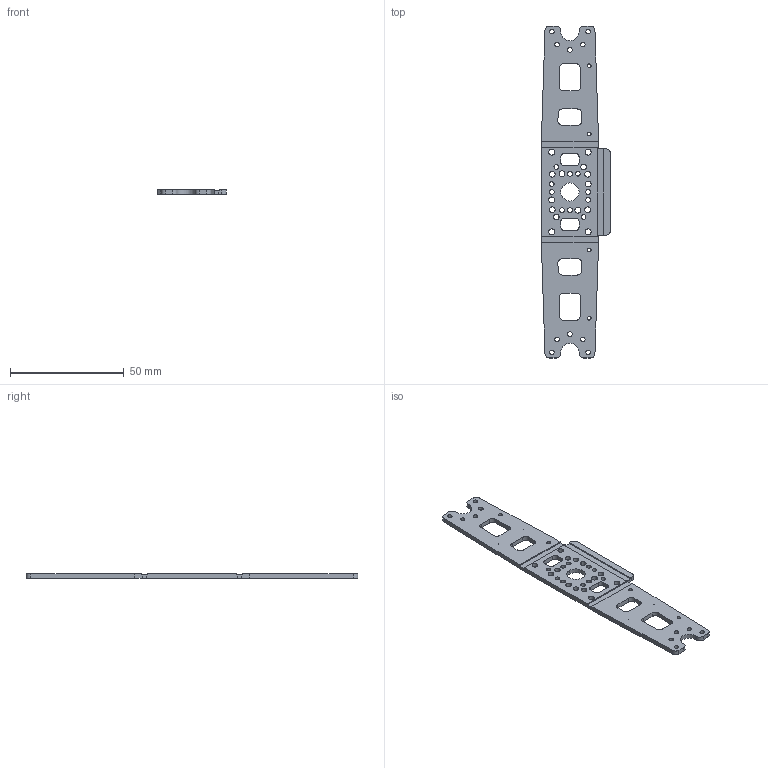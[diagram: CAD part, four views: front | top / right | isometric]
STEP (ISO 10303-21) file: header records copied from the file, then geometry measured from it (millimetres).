
FILE_DESCRIPTION(/* description */ (''),/* implementation_level */ '2;1');
FILE_NAME(/* name */ '16_FR07_H132.step',/* time_stamp */ '2011-05-25T17:52:41-04:00',/* author */ (''),/* organization */ (''),/* preprocessor_version */ 'ST-DEVELOPER v11',/* originating_system */ 'SIEMENS PLM Software NX 7.0',/* authorisation */ '');
FILE_SCHEMA (('AUTOMOTIVE_DESIGN { 1 0 10303 214 1 1 1 1 }'));
Length unit declared in the file: millimetre
Products named in the file (1): 16_FR07_H132
Bounding box: 30.32 x 146.04 x 2 mm (x, y, z)
Volume: 5777.9 mm3; surface area: 7694.7 mm2
Topology: 1 solids, 1 shells, 236 faces, 652 edges, 414 vertices
Faces by surface type: cylinder 126, plane 74, cone 36
Entity records: 7724 total; most frequent: DIRECTION 1398, CARTESIAN_POINT 1295, ORIENTED_EDGE 1288, EDGE_CURVE 644, AXIS2_PLACEMENT_3D 517, VERTEX_POINT 414, LINE 364, VECTOR 364
